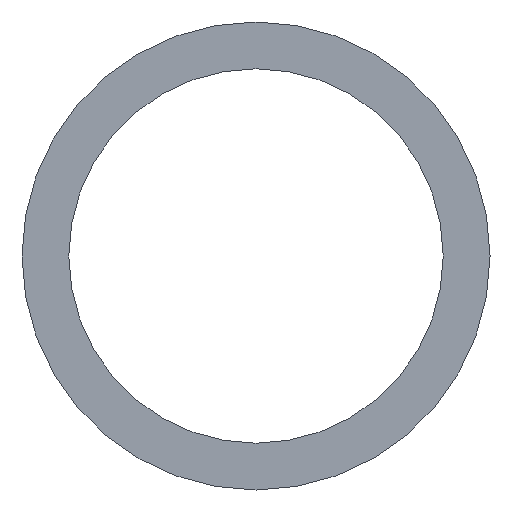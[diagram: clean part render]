
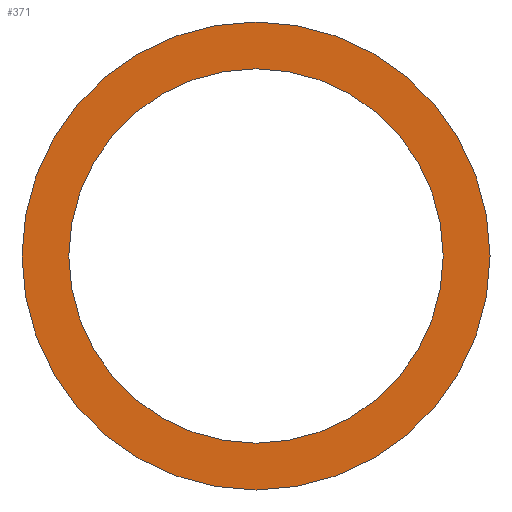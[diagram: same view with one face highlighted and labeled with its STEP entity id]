
A CAD part, front view. The second image highlights one B-rep face of the part: STEP entity #371.
In plain terms, the highlighted planar face has unit normal (0, -1, 0).
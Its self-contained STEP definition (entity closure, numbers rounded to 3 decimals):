
#9 = PLANE ( 'NONE',  #395 ) ;
#12 = CIRCLE ( 'NONE', #188, 20. ) ;
#50 = DIRECTION ( 'NONE',  ( 0., -1., 0. ) ) ;
#52 = AXIS2_PLACEMENT_3D ( 'NONE', #297, #68, #264 ) ;
#53 = DIRECTION ( 'NONE',  ( 0., -1., 0. ) ) ;
#64 = ORIENTED_EDGE ( 'NONE', *, *, #251, .F. ) ;
#68 = DIRECTION ( 'NONE',  ( 0., -1., 0. ) ) ;
#83 = CARTESIAN_POINT ( 'NONE',  ( 0., 0., 0. ) ) ;
#105 = VERTEX_POINT ( 'NONE', #332 ) ;
#106 = CIRCLE ( 'NONE', #270, 20. ) ;
#115 = CIRCLE ( 'NONE', #228, 25. ) ;
#120 = CARTESIAN_POINT ( 'NONE',  ( 0., 0., 25. ) ) ;
#128 = ORIENTED_EDGE ( 'NONE', *, *, #165, .T. ) ;
#132 = DIRECTION ( 'NONE',  ( 0., -1., 0. ) ) ;
#148 = DIRECTION ( 'NONE',  ( 0., 0., 1. ) ) ;
#165 = EDGE_CURVE ( 'NONE', #194, #327, #294, .T. ) ;
#166 = ORIENTED_EDGE ( 'NONE', *, *, #298, .F. ) ;
#170 = CARTESIAN_POINT ( 'NONE',  ( 0., 0., -25. ) ) ;
#185 = EDGE_LOOP ( 'NONE', ( #166, #64 ) ) ;
#188 = AXIS2_PLACEMENT_3D ( 'NONE', #354, #132, #279 ) ;
#194 = VERTEX_POINT ( 'NONE', #170 ) ;
#201 = CARTESIAN_POINT ( 'NONE',  ( 0., 0., -20. ) ) ;
#218 = DIRECTION ( 'NONE',  ( 0., 0., -1. ) ) ;
#219 = VERTEX_POINT ( 'NONE', #201 ) ;
#228 = AXIS2_PLACEMENT_3D ( 'NONE', #241, #50, #374 ) ;
#241 = CARTESIAN_POINT ( 'NONE',  ( 0., 0., 0. ) ) ;
#244 = EDGE_LOOP ( 'NONE', ( #128, #313 ) ) ;
#245 = FACE_BOUND ( 'NONE', #185, .T. ) ;
#251 = EDGE_CURVE ( 'NONE', #105, #219, #12, .T. ) ;
#256 = FACE_OUTER_BOUND ( 'NONE', #244, .T. ) ;
#264 = DIRECTION ( 'NONE',  ( 0., 0., -1. ) ) ;
#270 = AXIS2_PLACEMENT_3D ( 'NONE', #83, #53, #218 ) ;
#274 = EDGE_CURVE ( 'NONE', #327, #194, #115, .T. ) ;
#278 = DIRECTION ( 'NONE',  ( 0., 1., 0. ) ) ;
#279 = DIRECTION ( 'NONE',  ( 0., 0., -1. ) ) ;
#294 = CIRCLE ( 'NONE', #52, 25. ) ;
#297 = CARTESIAN_POINT ( 'NONE',  ( 0., 0., 0. ) ) ;
#298 = EDGE_CURVE ( 'NONE', #219, #105, #106, .T. ) ;
#313 = ORIENTED_EDGE ( 'NONE', *, *, #274, .T. ) ;
#327 = VERTEX_POINT ( 'NONE', #120 ) ;
#332 = CARTESIAN_POINT ( 'NONE',  ( 0., 0., 20. ) ) ;
#354 = CARTESIAN_POINT ( 'NONE',  ( 0., 0., 0. ) ) ;
#365 = CARTESIAN_POINT ( 'NONE',  ( -25., 0., 0. ) ) ;
#371 = ADVANCED_FACE ( 'NONE', ( #245, #256 ), #9, .F. ) ;
#374 = DIRECTION ( 'NONE',  ( 0., 0., -1. ) ) ;
#395 = AXIS2_PLACEMENT_3D ( 'NONE', #365, #278, #148 ) ;
